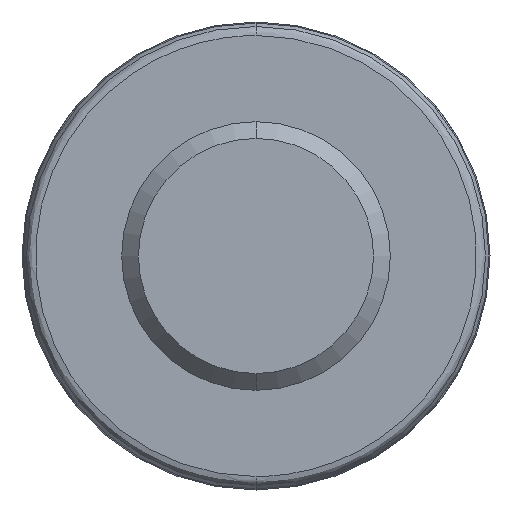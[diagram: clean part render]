
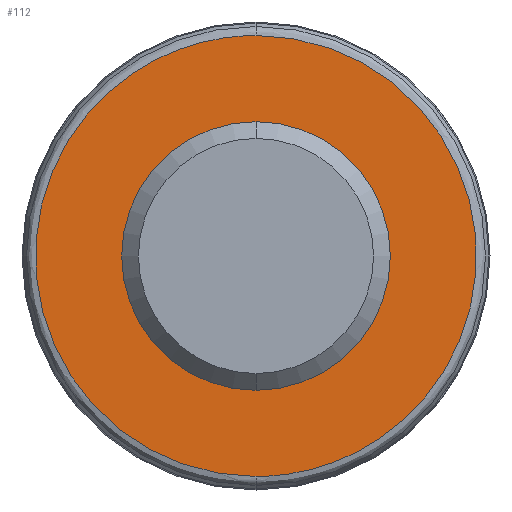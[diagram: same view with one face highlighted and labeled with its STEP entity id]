
A CAD part, front view. The second image highlights one B-rep face of the part: STEP entity #112.
In plain terms, the highlighted planar face has unit normal (0, -1, 0).
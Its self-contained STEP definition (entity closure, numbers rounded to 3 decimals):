
#33 = ORIENTED_EDGE ( 'NONE', *, *, #367, .F. ) ;
#39 = DIRECTION ( 'NONE',  ( 0., -1., 0. ) ) ;
#48 = EDGE_LOOP ( 'NONE', ( #269, #33 ) ) ;
#82 = FACE_BOUND ( 'NONE', #516, .T. ) ;
#112 = ADVANCED_FACE ( 'NONE', ( #82, #559 ), #413, .F. ) ;
#123 = DIRECTION ( 'NONE',  ( 0., 0., 1. ) ) ;
#145 = CIRCLE ( 'NONE', #607, 4. ) ;
#160 = VERTEX_POINT ( 'NONE', #482 ) ;
#161 = DIRECTION ( 'NONE',  ( 0., -1., 0. ) ) ;
#216 = CIRCLE ( 'NONE', #427, 4. ) ;
#267 = CARTESIAN_POINT ( 'NONE',  ( 0., -4.5, -6.565 ) ) ;
#269 = ORIENTED_EDGE ( 'NONE', *, *, #471, .F. ) ;
#279 = DIRECTION ( 'NONE',  ( 1., 0., 0. ) ) ;
#283 = CARTESIAN_POINT ( 'NONE',  ( 13.129, -4.5, -6.565 ) ) ;
#316 = CARTESIAN_POINT ( 'NONE',  ( 0., -4.5, 4. ) ) ;
#330 = ORIENTED_EDGE ( 'NONE', *, *, #627, .F. ) ;
#367 = EDGE_CURVE ( 'NONE', #160, #670, #560, .T. ) ;
#404 = AXIS2_PLACEMENT_3D ( 'NONE', #487, #757, #279 ) ;
#413 = PLANE ( 'NONE',  #404 ) ;
#427 = AXIS2_PLACEMENT_3D ( 'NONE', #724, #39, #123 ) ;
#462 =( BOUNDED_CURVE ( )  B_SPLINE_CURVE ( 3, ( #558, #828, #283, #831 ),
 .UNSPECIFIED., .F., .T. ) 
 B_SPLINE_CURVE_WITH_KNOTS ( ( 4, 4 ),
 ( 0., 1. ),
 .UNSPECIFIED. ) 
 CURVE ( )  GEOMETRIC_REPRESENTATION_ITEM ( )  RATIONAL_B_SPLINE_CURVE ( ( 1., 0.333, 0.333, 1. ) ) 
 REPRESENTATION_ITEM ( '' )  );
#471 = EDGE_CURVE ( 'NONE', #670, #160, #462, .T. ) ;
#482 = CARTESIAN_POINT ( 'NONE',  ( 0., -4.5, -6.565 ) ) ;
#487 = CARTESIAN_POINT ( 'NONE',  ( -6.75, -4.5, 0. ) ) ;
#501 = VERTEX_POINT ( 'NONE', #316 ) ;
#516 = EDGE_LOOP ( 'NONE', ( #330, #557 ) ) ;
#543 = CARTESIAN_POINT ( 'NONE',  ( -13.129, -4.5, -6.565 ) ) ;
#557 = ORIENTED_EDGE ( 'NONE', *, *, #814, .F. ) ;
#558 = CARTESIAN_POINT ( 'NONE',  ( 0., -4.5, 6.565 ) ) ;
#559 = FACE_OUTER_BOUND ( 'NONE', #48, .T. ) ;
#560 =( BOUNDED_CURVE ( )  B_SPLINE_CURVE ( 3, ( #267, #543, #766, #690 ),
 .UNSPECIFIED., .F., .T. ) 
 B_SPLINE_CURVE_WITH_KNOTS ( ( 4, 4 ),
 ( 0., 1. ),
 .UNSPECIFIED. ) 
 CURVE ( )  GEOMETRIC_REPRESENTATION_ITEM ( )  RATIONAL_B_SPLINE_CURVE ( ( 1., 0.333, 0.333, 1. ) ) 
 REPRESENTATION_ITEM ( '' )  );
#606 = CARTESIAN_POINT ( 'NONE',  ( 0., -4.5, -4. ) ) ;
#607 = AXIS2_PLACEMENT_3D ( 'NONE', #781, #161, #713 ) ;
#627 = EDGE_CURVE ( 'NONE', #501, #754, #216, .T. ) ;
#670 = VERTEX_POINT ( 'NONE', #796 ) ;
#690 = CARTESIAN_POINT ( 'NONE',  ( 0., -4.5, 6.565 ) ) ;
#713 = DIRECTION ( 'NONE',  ( 0., 0., 1. ) ) ;
#724 = CARTESIAN_POINT ( 'NONE',  ( 0., -4.5, 0. ) ) ;
#754 = VERTEX_POINT ( 'NONE', #606 ) ;
#757 = DIRECTION ( 'NONE',  ( 0., 1., 0. ) ) ;
#766 = CARTESIAN_POINT ( 'NONE',  ( -13.129, -4.5, 6.565 ) ) ;
#781 = CARTESIAN_POINT ( 'NONE',  ( 0., -4.5, 0. ) ) ;
#796 = CARTESIAN_POINT ( 'NONE',  ( 0., -4.5, 6.565 ) ) ;
#814 = EDGE_CURVE ( 'NONE', #754, #501, #145, .T. ) ;
#828 = CARTESIAN_POINT ( 'NONE',  ( 13.129, -4.5, 6.565 ) ) ;
#831 = CARTESIAN_POINT ( 'NONE',  ( 0., -4.5, -6.565 ) ) ;
